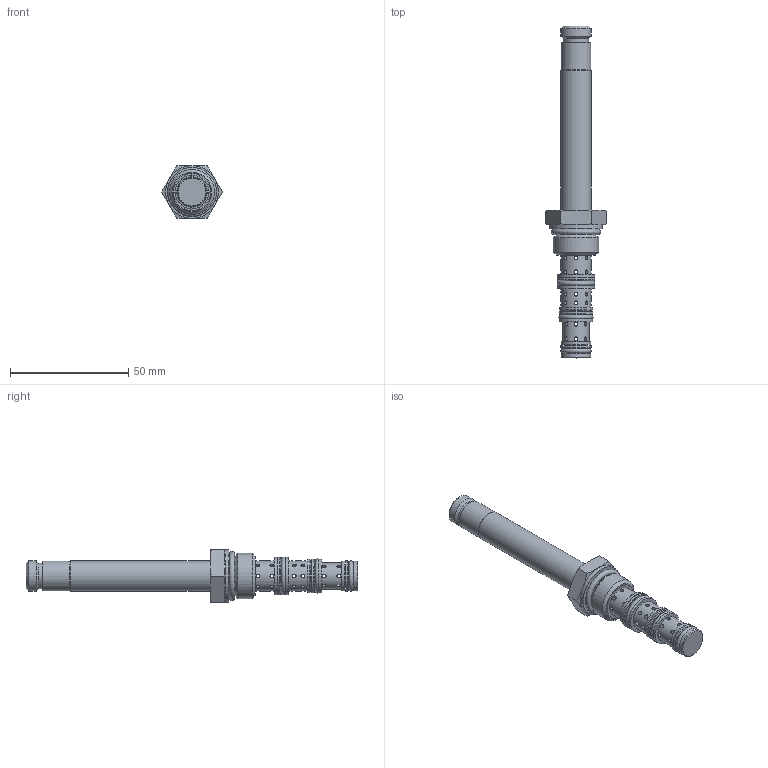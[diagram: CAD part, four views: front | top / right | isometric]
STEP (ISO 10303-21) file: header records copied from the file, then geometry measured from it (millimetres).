
FILE_DESCRIPTION((''),'2;1');
FILE_NAME('dsv-080-34o-n_10187-35_RE.stp','2012-05-29T09:04:19',('mmartin'),(''),'Autodesk Inventor 2010','Autodesk Inventor 2010','');
FILE_SCHEMA(('AUTOMOTIVE_DESIGN { 1 0 10303 214 1 1 1 1 }'));
Length unit declared in the file: inch
Products named in the file (1): 10187-35_Shrinkwrap
Bounding box: 25.66 x 140.26 x 22.23 mm (x, y, z)
Volume: 21488.3 mm3; surface area: 9723 mm2
Topology: 4 solids, 4 shells, 136 faces, 378 edges, 216 vertices
Faces by surface type: cylinder 76, cone 25, plane 22, torus 10, bspline 3
Full cylindrical faces by diameter (mm): 1.6 x48, 9.576 x2, 9.906 x1, 10.643 x1, 11.176 x1, 11.481 x1, 11.557 x1, 12.586 x2, 12.662 x1, 12.7 x4, 12.802 x1, 13.056 x2, 13.157 x1, 14.186 x2, 14.288 x1, 15.799 x2, 15.875 x1, 16.751 x2, 19.05 x1, 22.225 x1
Entity records: 5002 total; most frequent: CARTESIAN_POINT 2211, DIRECTION 530, ORIENTED_EDGE 412, EDGE_LOOP 300, AXIS2_PLACEMENT_3D 262, EDGE_CURVE 206, FACE_BOUND 164, VERTEX_POINT 152
